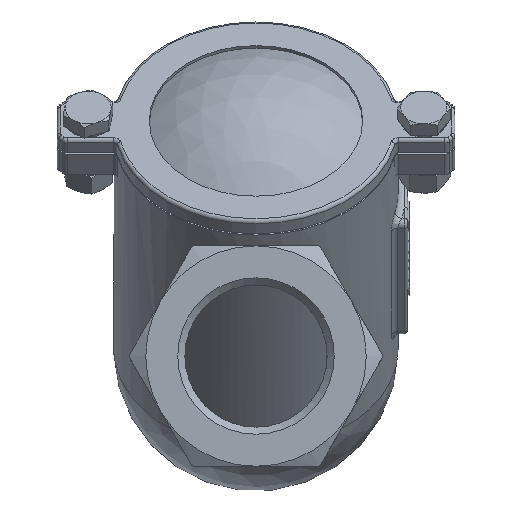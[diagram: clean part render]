
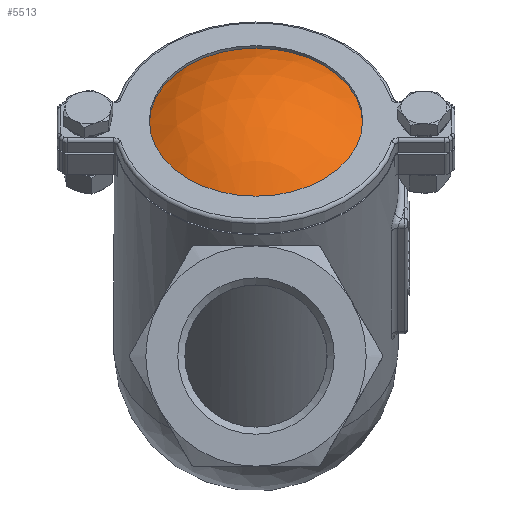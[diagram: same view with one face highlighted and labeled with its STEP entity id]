
A CAD part, top view. The second image highlights one B-rep face of the part: STEP entity #5513.
In plain terms, the highlighted spherical face has radius 49.327 mm.
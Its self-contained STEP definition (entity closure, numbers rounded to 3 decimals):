
#52=SPHERICAL_SURFACE('',#6084,49.327);
#748=FACE_OUTER_BOUND('',#1077,.T.);
#1077=EDGE_LOOP('',(#4627));
#2052=CIRCLE('',#6085,30.);
#2522=VERTEX_POINT('',#10354);
#3250=EDGE_CURVE('',#2522,#2522,#2052,.T.);
#4627=ORIENTED_EDGE('',*,*,#3250,.F.);
#5513=ADVANCED_FACE('',(#748),#52,.T.);
#6084=AXIS2_PLACEMENT_3D('',#10353,#7298,#7299);
#6085=AXIS2_PLACEMENT_3D('',#10355,#7300,#7301);
#7298=DIRECTION('center_axis',(0.,0.,1.));
#7299=DIRECTION('ref_axis',(1.,0.,0.));
#7300=DIRECTION('center_axis',(0.,-0.707,
0.707));
#7301=DIRECTION('ref_axis',(-1.,0.,0.));
#10353=CARTESIAN_POINT('Origin',(0.,37.811,-13.272));
#10354=CARTESIAN_POINT('',(30.,65.497,-40.959));
#10355=CARTESIAN_POINT('Origin',(0.,65.497,
-40.959));
